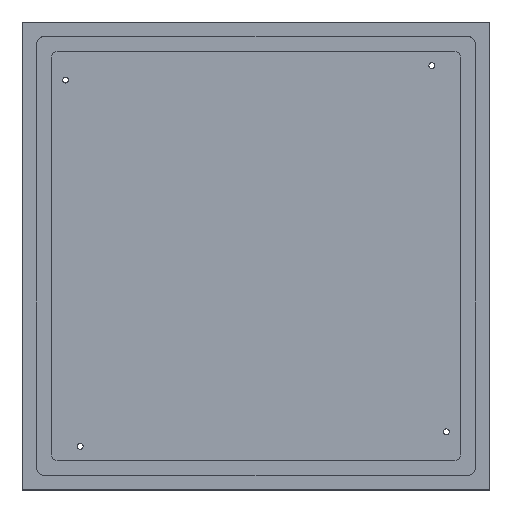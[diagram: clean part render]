
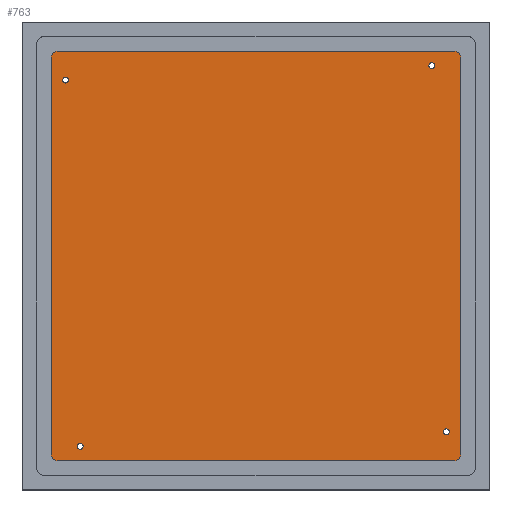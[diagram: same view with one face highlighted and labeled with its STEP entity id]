
A CAD part, top view. The second image highlights one B-rep face of the part: STEP entity #763.
In plain terms, the highlighted planar face has unit normal (0, 0, 1).
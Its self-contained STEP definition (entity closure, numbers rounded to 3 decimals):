
#20 = DIRECTION ( 'NONE',  ( 1., 0., 0. ) ) ;
#21 = DIRECTION ( 'NONE',  ( -1., 0., 0. ) ) ;
#24 = EDGE_CURVE ( 'NONE', #1275, #623, #779, .T. ) ;
#30 = DIRECTION ( 'NONE',  ( -1., 0., 0. ) ) ;
#42 = EDGE_CURVE ( 'NONE', #569, #739, #260, .T. ) ;
#46 = CIRCLE ( 'NONE', #183, 2. ) ;
#55 = CARTESIAN_POINT ( 'NONE',  ( 0., 0., 30. ) ) ;
#58 = ORIENTED_EDGE ( 'NONE', *, *, #962, .F. ) ;
#59 = CARTESIAN_POINT ( 'NONE',  ( 302., 0., 30. ) ) ;
#63 = DIRECTION ( 'NONE',  ( 1., 0., 0. ) ) ;
#83 = AXIS2_PLACEMENT_3D ( 'NONE', #299, #692, #63 ) ;
#97 = CARTESIAN_POINT ( 'NONE',  ( 20., 0., 30. ) ) ;
#105 = VERTEX_POINT ( 'NONE', #1020 ) ;
#126 = ORIENTED_EDGE ( 'NONE', *, *, #471, .T. ) ;
#129 = AXIS2_PLACEMENT_3D ( 'NONE', #55, #275, #493 ) ;
#131 = DIRECTION ( 'NONE',  ( 0., 0., 1. ) ) ;
#149 = ORIENTED_EDGE ( 'NONE', *, *, #1030, .F. ) ;
#153 = CARTESIAN_POINT ( 'NONE',  ( 25., 25., 30. ) ) ;
#157 = AXIS2_PLACEMENT_3D ( 'NONE', #463, #1274, #21 ) ;
#161 = VERTEX_POINT ( 'NONE', #399 ) ;
#164 = FACE_BOUND ( 'NONE', #846, .T. ) ;
#167 = EDGE_CURVE ( 'NONE', #957, #704, #1132, .T. ) ;
#183 = AXIS2_PLACEMENT_3D ( 'NONE', #350, #456, #1271 ) ;
#189 = CARTESIAN_POINT ( 'NONE',  ( 302., 297., 30. ) ) ;
#191 = EDGE_CURVE ( 'NONE', #739, #569, #711, .T. ) ;
#196 = FACE_BOUND ( 'NONE', #748, .T. ) ;
#199 = DIRECTION ( 'NONE',  ( 0., -1., 0. ) ) ;
#214 = VERTEX_POINT ( 'NONE', #707 ) ;
#221 = VERTEX_POINT ( 'NONE', #1217 ) ;
#226 = EDGE_CURVE ( 'NONE', #264, #221, #868, .T. ) ;
#227 = EDGE_LOOP ( 'NONE', ( #674, #781, #921, #558, #701, #626, #126, #1053 ) ) ;
#237 = EDGE_CURVE ( 'NONE', #1076, #527, #1268, .T. ) ;
#256 = EDGE_LOOP ( 'NONE', ( #149, #878 ) ) ;
#257 = AXIS2_PLACEMENT_3D ( 'NONE', #1108, #1109, #896 ) ;
#260 = CIRCLE ( 'NONE', #843, 2. ) ;
#264 = VERTEX_POINT ( 'NONE', #189 ) ;
#275 = DIRECTION ( 'NONE',  ( 0., 0., -1. ) ) ;
#290 = DIRECTION ( 'NONE',  ( 0., 0., 1. ) ) ;
#299 = CARTESIAN_POINT ( 'NONE',  ( 30., 282., 30. ) ) ;
#304 = DIRECTION ( 'NONE',  ( 0., 0., 1. ) ) ;
#327 = CARTESIAN_POINT ( 'NONE',  ( 282., 292., 30. ) ) ;
#328 = CIRCLE ( 'NONE', #357, 2. ) ;
#338 = DIRECTION ( 'NONE',  ( 0., 0., 1. ) ) ;
#347 = EDGE_CURVE ( 'NONE', #1275, #214, #417, .T. ) ;
#349 = CARTESIAN_POINT ( 'NONE',  ( 20., 297., 30. ) ) ;
#350 = CARTESIAN_POINT ( 'NONE',  ( 292., 40., 30. ) ) ;
#357 = AXIS2_PLACEMENT_3D ( 'NONE', #705, #290, #1025 ) ;
#362 = CARTESIAN_POINT ( 'NONE',  ( 294., 40., 30. ) ) ;
#377 = EDGE_CURVE ( 'NONE', #704, #957, #557, .T. ) ;
#390 = FACE_OUTER_BOUND ( 'NONE', #227, .T. ) ;
#394 = CARTESIAN_POINT ( 'NONE',  ( 0., 20., 30. ) ) ;
#399 = CARTESIAN_POINT ( 'NONE',  ( 20., 25., 30. ) ) ;
#403 = ORIENTED_EDGE ( 'NONE', *, *, #377, .F. ) ;
#417 = LINE ( 'NONE', #928, #1210 ) ;
#424 = CIRCLE ( 'NONE', #842, 5. ) ;
#437 = EDGE_CURVE ( 'NONE', #943, #807, #328, .T. ) ;
#448 = DIRECTION ( 'NONE',  ( 0., 0., 1. ) ) ;
#451 = CARTESIAN_POINT ( 'NONE',  ( 297., 20., 30. ) ) ;
#456 = DIRECTION ( 'NONE',  ( 0., 0., 1. ) ) ;
#463 = CARTESIAN_POINT ( 'NONE',  ( 297., 25., 30. ) ) ;
#471 = EDGE_CURVE ( 'NONE', #623, #161, #571, .T. ) ;
#479 = ORIENTED_EDGE ( 'NONE', *, *, #1163, .F. ) ;
#492 = DIRECTION ( 'NONE',  ( 1., 0., 0. ) ) ;
#493 = DIRECTION ( 'NONE',  ( -1., 0., 0. ) ) ;
#527 = VERTEX_POINT ( 'NONE', #451 ) ;
#529 = CARTESIAN_POINT ( 'NONE',  ( 42., 30., 30. ) ) ;
#534 = DIRECTION ( 'NONE',  ( 1., 0., 0. ) ) ;
#535 = AXIS2_PLACEMENT_3D ( 'NONE', #548, #338, #534 ) ;
#543 = CIRCLE ( 'NONE', #1173, 5. ) ;
#544 = CARTESIAN_POINT ( 'NONE',  ( 297., 297., 30. ) ) ;
#548 = CARTESIAN_POINT ( 'NONE',  ( 282., 292., 30. ) ) ;
#557 = CIRCLE ( 'NONE', #1006, 2. ) ;
#558 = ORIENTED_EDGE ( 'NONE', *, *, #973, .T. ) ;
#569 = VERTEX_POINT ( 'NONE', #977 ) ;
#571 = LINE ( 'NONE', #97, #696 ) ;
#577 = CIRCLE ( 'NONE', #909, 2. ) ;
#583 = CARTESIAN_POINT ( 'NONE',  ( 30., 282., 30. ) ) ;
#602 = DIRECTION ( 'NONE',  ( 1., 0., 0. ) ) ;
#612 = CARTESIAN_POINT ( 'NONE',  ( 290., 40., 30. ) ) ;
#623 = VERTEX_POINT ( 'NONE', #349 ) ;
#626 = ORIENTED_EDGE ( 'NONE', *, *, #24, .T. ) ;
#646 = CARTESIAN_POINT ( 'NONE',  ( 284., 292., 30. ) ) ;
#648 = AXIS2_PLACEMENT_3D ( 'NONE', #1012, #805, #698 ) ;
#664 = DIRECTION ( 'NONE',  ( -1., 0., 0. ) ) ;
#671 = VERTEX_POINT ( 'NONE', #646 ) ;
#674 = ORIENTED_EDGE ( 'NONE', *, *, #237, .T. ) ;
#683 = EDGE_LOOP ( 'NONE', ( #1318, #913 ) ) ;
#691 = PLANE ( 'NONE',  #129 ) ;
#692 = DIRECTION ( 'NONE',  ( 0., 0., 1. ) ) ;
#696 = VECTOR ( 'NONE', #1155, 1000. ) ;
#698 = DIRECTION ( 'NONE',  ( 1., 0., 0. ) ) ;
#701 = ORIENTED_EDGE ( 'NONE', *, *, #347, .F. ) ;
#704 = VERTEX_POINT ( 'NONE', #894 ) ;
#705 = CARTESIAN_POINT ( 'NONE',  ( 292., 40., 30. ) ) ;
#707 = CARTESIAN_POINT ( 'NONE',  ( 297., 302., 30. ) ) ;
#711 = CIRCLE ( 'NONE', #83, 2. ) ;
#739 = VERTEX_POINT ( 'NONE', #906 ) ;
#748 = EDGE_LOOP ( 'NONE', ( #1165, #403 ) ) ;
#756 = CARTESIAN_POINT ( 'NONE',  ( 25., 20., 30. ) ) ;
#763 = ADVANCED_FACE ( 'NONE', ( #196, #1154, #164, #1241, #390 ), #691, .F. ) ;
#779 = CIRCLE ( 'NONE', #257, 5. ) ;
#781 = ORIENTED_EDGE ( 'NONE', *, *, #1227, .T. ) ;
#805 = DIRECTION ( 'NONE',  ( 0., 0., 1. ) ) ;
#806 = CARTESIAN_POINT ( 'NONE',  ( 25., 302., 30. ) ) ;
#807 = VERTEX_POINT ( 'NONE', #362 ) ;
#815 = CIRCLE ( 'NONE', #157, 5. ) ;
#827 = EDGE_CURVE ( 'NONE', #161, #1076, #424, .T. ) ;
#842 = AXIS2_PLACEMENT_3D ( 'NONE', #153, #886, #664 ) ;
#843 = AXIS2_PLACEMENT_3D ( 'NONE', #583, #1113, #492 ) ;
#846 = EDGE_LOOP ( 'NONE', ( #479, #58 ) ) ;
#868 = LINE ( 'NONE', #59, #1045 ) ;
#878 = ORIENTED_EDGE ( 'NONE', *, *, #437, .F. ) ;
#886 = DIRECTION ( 'NONE',  ( 0., 0., 1. ) ) ;
#894 = CARTESIAN_POINT ( 'NONE',  ( 38., 30., 30. ) ) ;
#896 = DIRECTION ( 'NONE',  ( -1., 0., 0. ) ) ;
#906 = CARTESIAN_POINT ( 'NONE',  ( 32., 282., 30. ) ) ;
#909 = AXIS2_PLACEMENT_3D ( 'NONE', #327, #448, #20 ) ;
#913 = ORIENTED_EDGE ( 'NONE', *, *, #42, .F. ) ;
#921 = ORIENTED_EDGE ( 'NONE', *, *, #226, .F. ) ;
#928 = CARTESIAN_POINT ( 'NONE',  ( 0., 302., 30. ) ) ;
#943 = VERTEX_POINT ( 'NONE', #612 ) ;
#950 = CIRCLE ( 'NONE', #535, 2. ) ;
#957 = VERTEX_POINT ( 'NONE', #529 ) ;
#962 = EDGE_CURVE ( 'NONE', #105, #671, #577, .T. ) ;
#973 = EDGE_CURVE ( 'NONE', #264, #214, #543, .T. ) ;
#977 = CARTESIAN_POINT ( 'NONE',  ( 28., 282., 30. ) ) ;
#1006 = AXIS2_PLACEMENT_3D ( 'NONE', #1341, #304, #1332 ) ;
#1012 = CARTESIAN_POINT ( 'NONE',  ( 40., 30., 30. ) ) ;
#1020 = CARTESIAN_POINT ( 'NONE',  ( 280., 292., 30. ) ) ;
#1025 = DIRECTION ( 'NONE',  ( 1., 0., 0. ) ) ;
#1027 = DIRECTION ( 'NONE',  ( 1., 0., 0. ) ) ;
#1030 = EDGE_CURVE ( 'NONE', #807, #943, #46, .T. ) ;
#1045 = VECTOR ( 'NONE', #199, 1000. ) ;
#1053 = ORIENTED_EDGE ( 'NONE', *, *, #827, .T. ) ;
#1076 = VERTEX_POINT ( 'NONE', #756 ) ;
#1108 = CARTESIAN_POINT ( 'NONE',  ( 25., 297., 30. ) ) ;
#1109 = DIRECTION ( 'NONE',  ( 0., 0., 1. ) ) ;
#1113 = DIRECTION ( 'NONE',  ( 0., 0., 1. ) ) ;
#1132 = CIRCLE ( 'NONE', #648, 2. ) ;
#1154 = FACE_BOUND ( 'NONE', #256, .T. ) ;
#1155 = DIRECTION ( 'NONE',  ( 0., -1., 0. ) ) ;
#1163 = EDGE_CURVE ( 'NONE', #671, #105, #950, .T. ) ;
#1165 = ORIENTED_EDGE ( 'NONE', *, *, #167, .F. ) ;
#1173 = AXIS2_PLACEMENT_3D ( 'NONE', #544, #131, #30 ) ;
#1210 = VECTOR ( 'NONE', #1027, 1000. ) ;
#1217 = CARTESIAN_POINT ( 'NONE',  ( 302., 25., 30. ) ) ;
#1227 = EDGE_CURVE ( 'NONE', #527, #221, #815, .T. ) ;
#1241 = FACE_BOUND ( 'NONE', #683, .T. ) ;
#1268 = LINE ( 'NONE', #394, #1304 ) ;
#1271 = DIRECTION ( 'NONE',  ( 1., 0., 0. ) ) ;
#1274 = DIRECTION ( 'NONE',  ( 0., 0., 1. ) ) ;
#1275 = VERTEX_POINT ( 'NONE', #806 ) ;
#1304 = VECTOR ( 'NONE', #602, 1000. ) ;
#1318 = ORIENTED_EDGE ( 'NONE', *, *, #191, .F. ) ;
#1332 = DIRECTION ( 'NONE',  ( 1., 0., 0. ) ) ;
#1341 = CARTESIAN_POINT ( 'NONE',  ( 40., 30., 30. ) ) ;
